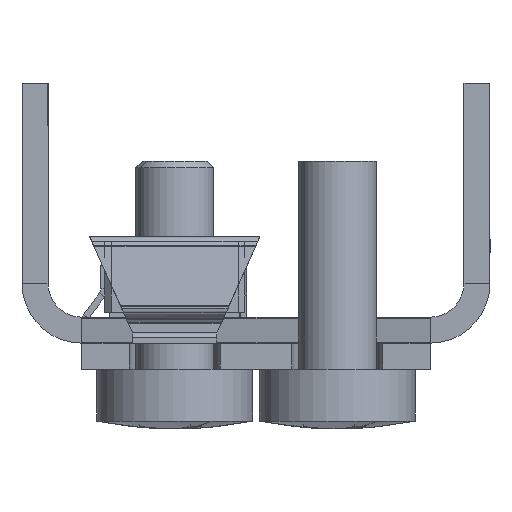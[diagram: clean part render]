
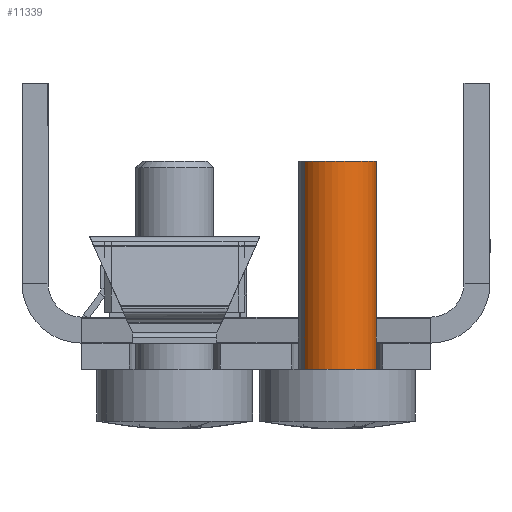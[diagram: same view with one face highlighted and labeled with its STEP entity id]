
A CAD part, left-side view. The second image highlights one B-rep face of the part: STEP entity #11339.
In plain terms, the highlighted cylindrical face has radius 3 mm (diameter 6 mm), a partial arc.
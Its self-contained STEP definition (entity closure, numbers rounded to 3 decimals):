
#361 = VERTEX_POINT ( 'NONE', #15939 ) ;
#440 = AXIS2_PLACEMENT_3D ( 'NONE', #1840, #7398, #12965 ) ;
#1255 = CARTESIAN_POINT ( 'NONE',  ( 0., 18.2, 0. ) ) ;
#1505 = VERTEX_POINT ( 'NONE', #13194 ) ;
#1840 = CARTESIAN_POINT ( 'NONE',  ( 0., -2.4, 0. ) ) ;
#2918 = DIRECTION ( 'NONE',  ( 0., -1., 0. ) ) ;
#2953 = EDGE_LOOP ( 'NONE', ( #9393, #11415, #10943, #12665 ) ) ;
#3831 = CARTESIAN_POINT ( 'NONE',  ( 0., 2.2, -3. ) ) ;
#4563 = LINE ( 'NONE', #8565, #15614 ) ;
#5039 = CARTESIAN_POINT ( 'NONE',  ( 0., 2.2, 3. ) ) ;
#5215 = EDGE_CURVE ( 'NONE', #10304, #6499, #16504, .T. ) ;
#5647 = DIRECTION ( 'NONE',  ( 0., -1., 0. ) ) ;
#5907 = CARTESIAN_POINT ( 'NONE',  ( 0., 2.2, 0. ) ) ;
#6499 = VERTEX_POINT ( 'NONE', #5039 ) ;
#6887 = AXIS2_PLACEMENT_3D ( 'NONE', #5907, #2918, #8473 ) ;
#7398 = DIRECTION ( 'NONE',  ( 0., -1., 0. ) ) ;
#8473 = DIRECTION ( 'NONE',  ( 0., 0., -1. ) ) ;
#8565 = CARTESIAN_POINT ( 'NONE',  ( 0., -2.4, -3. ) ) ;
#8984 = EDGE_CURVE ( 'NONE', #1505, #6499, #14842, .T. ) ;
#9393 = ORIENTED_EDGE ( 'NONE', *, *, #15487, .T. ) ;
#9725 = DIRECTION ( 'NONE',  ( 0., -1., 0. ) ) ;
#10304 = VERTEX_POINT ( 'NONE', #3831 ) ;
#10943 = ORIENTED_EDGE ( 'NONE', *, *, #5215, .F. ) ;
#11339 = ADVANCED_FACE ( 'NONE', ( #15726 ), #16813, .T. ) ;
#11415 = ORIENTED_EDGE ( 'NONE', *, *, #8984, .T. ) ;
#11656 = EDGE_CURVE ( 'NONE', #361, #10304, #4563, .T. ) ;
#11914 = CARTESIAN_POINT ( 'NONE',  ( 0., -2.4, 3. ) ) ;
#12665 = ORIENTED_EDGE ( 'NONE', *, *, #11656, .F. ) ;
#12965 = DIRECTION ( 'NONE',  ( 0., 0., -1. ) ) ;
#13194 = CARTESIAN_POINT ( 'NONE',  ( 0., 18.2, 3. ) ) ;
#13461 = DIRECTION ( 'NONE',  ( 0., -1., 0. ) ) ;
#14842 = LINE ( 'NONE', #11914, #17452 ) ;
#15092 = AXIS2_PLACEMENT_3D ( 'NONE', #1255, #9725, #16866 ) ;
#15487 = EDGE_CURVE ( 'NONE', #361, #1505, #17137, .T. ) ;
#15614 = VECTOR ( 'NONE', #5647, 1000. ) ;
#15726 = FACE_OUTER_BOUND ( 'NONE', #2953, .T. ) ;
#15939 = CARTESIAN_POINT ( 'NONE',  ( 0., 18.2, -3. ) ) ;
#16504 = CIRCLE ( 'NONE', #6887, 3. ) ;
#16813 = CYLINDRICAL_SURFACE ( 'NONE', #440, 3. ) ;
#16866 = DIRECTION ( 'NONE',  ( 0., 0., -1. ) ) ;
#17137 = CIRCLE ( 'NONE', #15092, 3. ) ;
#17452 = VECTOR ( 'NONE', #13461, 1000. ) ;
